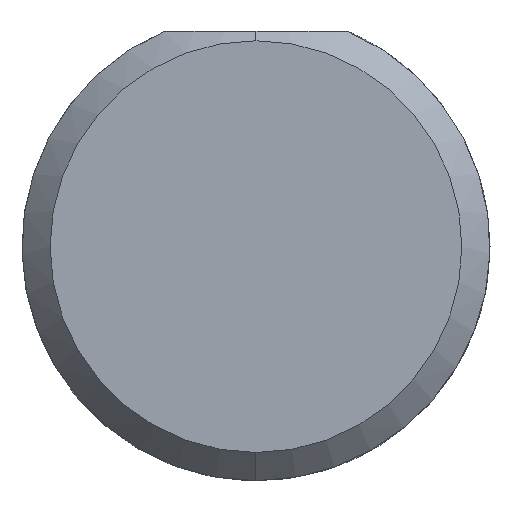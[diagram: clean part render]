
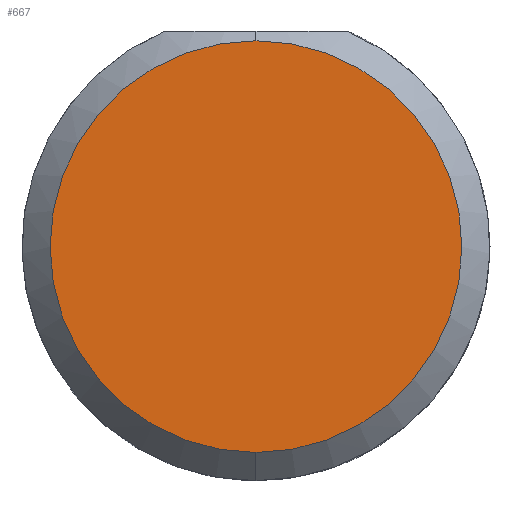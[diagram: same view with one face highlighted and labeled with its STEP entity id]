
A CAD part, left-side view. The second image highlights one B-rep face of the part: STEP entity #667.
In plain terms, the highlighted planar face has unit normal (-1, 0, 0).
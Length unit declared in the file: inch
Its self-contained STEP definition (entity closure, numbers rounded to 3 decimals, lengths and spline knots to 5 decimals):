
#52 = AXIS2_PLACEMENT_3D ( 'NONE', #351, #629, #300 ) ;
#103 = CARTESIAN_POINT ( 'NONE',  ( 0., 0., 0.10985 ) ) ;
#221 = ORIENTED_EDGE ( 'NONE', *, *, #375, .T. ) ;
#264 = DIRECTION ( 'NONE',  ( 0., 0., -1. ) ) ;
#300 = DIRECTION ( 'NONE',  ( 0., 0., -1. ) ) ;
#303 = EDGE_LOOP ( 'NONE', ( #221, #397 ) ) ;
#351 = CARTESIAN_POINT ( 'NONE',  ( 0., 0., 0. ) ) ;
#354 = AXIS2_PLACEMENT_3D ( 'NONE', #720, #876, #264 ) ;
#372 = DIRECTION ( 'NONE',  ( -1., 0., 0. ) ) ;
#375 = EDGE_CURVE ( 'NONE', #690, #688, #797, .T. ) ;
#397 = ORIENTED_EDGE ( 'NONE', *, *, #800, .T. ) ;
#420 = CARTESIAN_POINT ( 'NONE',  ( 0., 0., -0.10985 ) ) ;
#529 = CARTESIAN_POINT ( 'NONE',  ( 0., 0., 0. ) ) ;
#570 = AXIS2_PLACEMENT_3D ( 'NONE', #529, #372, #647 ) ;
#624 = FACE_OUTER_BOUND ( 'NONE', #303, .T. ) ;
#629 = DIRECTION ( 'NONE',  ( 1., 0., 0. ) ) ;
#647 = DIRECTION ( 'NONE',  ( 0., 0., -1. ) ) ;
#667 = ADVANCED_FACE ( 'NONE', ( #624 ), #702, .F. ) ;
#687 = CIRCLE ( 'NONE', #570, 0.10985 ) ;
#688 = VERTEX_POINT ( 'NONE', #103 ) ;
#690 = VERTEX_POINT ( 'NONE', #420 ) ;
#702 = PLANE ( 'NONE',  #52 ) ;
#720 = CARTESIAN_POINT ( 'NONE',  ( 0., 0., 0. ) ) ;
#797 = CIRCLE ( 'NONE', #354, 0.10985 ) ;
#800 = EDGE_CURVE ( 'NONE', #688, #690, #687, .T. ) ;
#876 = DIRECTION ( 'NONE',  ( -1., 0., 0. ) ) ;
